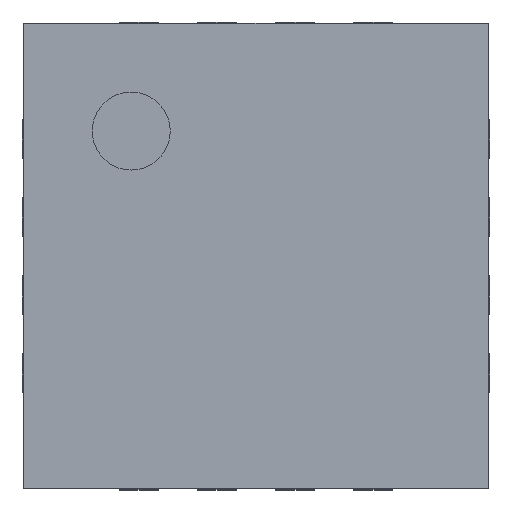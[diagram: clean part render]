
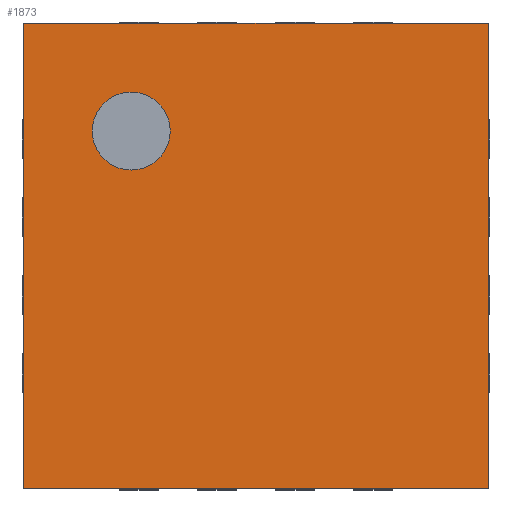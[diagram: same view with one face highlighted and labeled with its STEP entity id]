
A CAD part, top view. The second image highlights one B-rep face of the part: STEP entity #1873.
In plain terms, the highlighted planar face has unit normal (0, 0, 1).
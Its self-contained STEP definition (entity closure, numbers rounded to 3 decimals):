
#12=DIRECTION('',(0.,0.,1.));
#148=VECTOR('',#149,1.);
#149=DIRECTION('',(1.,0.,0.));
#153=VECTOR('',#154,1.);
#154=DIRECTION('',(0.,-1.,0.));
#561=VERTEX_POINT('',#562);
#562=CARTESIAN_POINT('',(-1.49,1.49,0.52));
#564=ORIENTED_EDGE('',*,*,#565,.T.);
#565=EDGE_CURVE('',#561,#566,#568,.T.);
#566=VERTEX_POINT('',#567);
#567=CARTESIAN_POINT('',(-1.49,-1.49,0.52));
#568=LINE('',#562,#153);
#644=ORIENTED_EDGE('',*,*,#645,.F.);
#645=EDGE_CURVE('',#561,#646,#648,.T.);
#646=VERTEX_POINT('',#647);
#647=CARTESIAN_POINT('',(1.49,1.49,0.52));
#648=LINE('',#562,#148);
#668=DIRECTION('',(0.,0.,-1.));
#1166=EDGE_CURVE('',#646,#1167,#1169,.T.);
#1167=VERTEX_POINT('',#1168);
#1168=CARTESIAN_POINT('',(1.49,-1.49,0.52));
#1169=LINE('',#647,#153);
#1243=EDGE_CURVE('',#566,#1167,#1244,.T.);
#1244=LINE('',#567,#148);
#1873=ADVANCED_FACE('',(#1874,#1878),#1887,.T.);
#1874=FACE_BOUND('',#1875,.T.);
#1875=EDGE_LOOP('',(#644,#564,#1876,#1877));
#1876=ORIENTED_EDGE('',*,*,#1243,.T.);
#1877=ORIENTED_EDGE('',*,*,#1166,.F.);
#1878=FACE_BOUND('',#1879,.T.);
#1879=EDGE_LOOP('',(#1880));
#1880=ORIENTED_EDGE('',*,*,#1881,.T.);
#1881=EDGE_CURVE('',#1882,#1882,#1884,.T.);
#1882=VERTEX_POINT('',#1883);
#1883=CARTESIAN_POINT('',(-0.8,0.55,0.52));
#1884=CIRCLE('',#1885,0.25);
#1885=AXIS2_PLACEMENT_3D('',#1886,#668,#154);
#1886=CARTESIAN_POINT('',(-0.8,0.8,0.52));
#1887=PLANE('',#1888);
#1888=AXIS2_PLACEMENT_3D('',#562,#12,#154);
